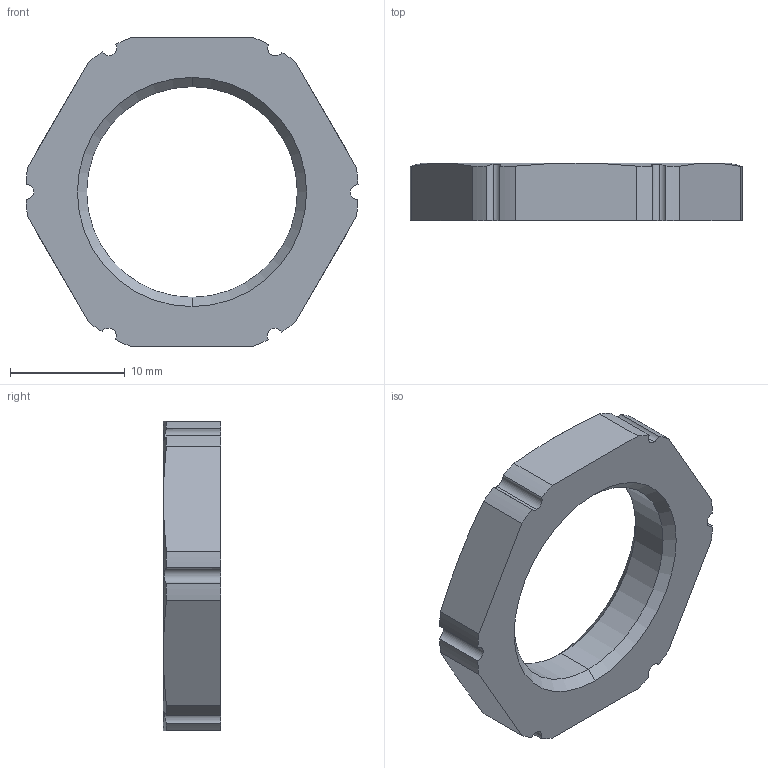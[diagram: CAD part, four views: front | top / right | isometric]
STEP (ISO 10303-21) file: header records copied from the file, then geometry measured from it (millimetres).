
FILE_DESCRIPTION((''),'2;1');
FILE_NAME('EMUG20','2018-01-09T',('FIMABER1'),(''),'CREO PARAMETRIC BY PTC INC, 2017170','CREO PARAMETRIC BY PTC INC, 2017170','');
FILE_SCHEMA(('CONFIG_CONTROL_DESIGN'));
Length unit declared in the file: millimetre
Products named in the file (1): EMUG20
Bounding box: 28.97 x 5 x 27 mm (x, y, z)
Volume: 1698.7 mm3; surface area: 1391.4 mm2
Topology: 1 solids, 1 shells, 40 faces, 104 edges, 66 vertices
Faces by surface type: cylinder 22, cone 10, plane 8
Entity records: 1474 total; most frequent: CARTESIAN_POINT 432, DIRECTION 210, ORIENTED_EDGE 208, EDGE_CURVE 104, AXIS2_PLACEMENT_3D 86, VERTEX_POINT 66, CIRCLE 46, EDGE_LOOP 42
